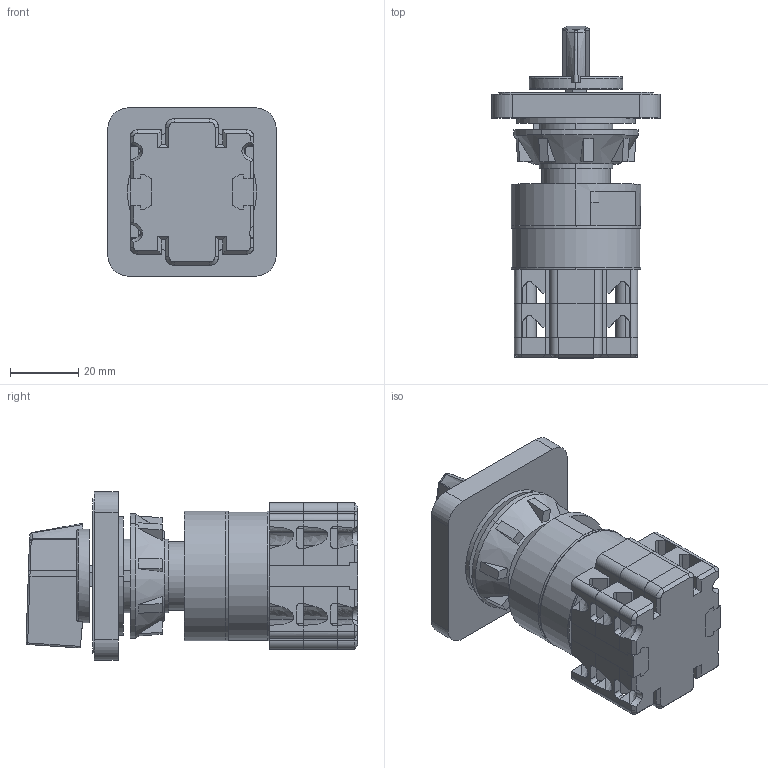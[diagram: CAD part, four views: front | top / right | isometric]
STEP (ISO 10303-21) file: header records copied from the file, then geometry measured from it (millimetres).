
FILE_DESCRIPTION (( 'STEP AP214' ), '1' );
FILE_NAME ('4g20-10-U S16.STEP', '2025-01-20T19:51:04', ( '' ), ( '' ), 'SwSTEP 2.0', 'SolidWorks 2022', '' );
FILE_SCHEMA (( 'AUTOMOTIVE_DESIGN' ));
Length unit declared in the file: millimetre
Products named in the file (8): 4g20-10-U S10.2; 4g20-10-U S16; Крепеж; Экран на замки; 4G25-10-U S10 K1 корпус; Рычаг; Кольцо силикон; Прижимная гайка
Assembly tree (7 placements, depth 2):
  4g20-10-U S16
    4g20-10-U S10.2
    4G25-10-U S10 K1 корпус
    Кольцо силикон
    Прижимная гайка
    Крепеж
    Экран на замки
    Рычаг
Bounding box: 49.5 x 97.6 x 49.5 mm (x, y, z)
Volume: 100097.8 mm3; surface area: 44615.4 mm2
Topology: 13 solids, 13 shells, 623 faces, 1666 edges, 1087 vertices
Faces by surface type: plane 396, cylinder 110, bspline 105, cone 12
Entity records: 29216 total; most frequent: CARTESIAN_POINT 15775, ORIENTED_EDGE 3330, DIRECTION 1740, EDGE_CURVE 1665, VERTEX_POINT 1087, B_SPLINE_CURVE_WITH_KNOTS 1086, AXIS2_PLACEMENT_3D 656, EDGE_LOOP 646
